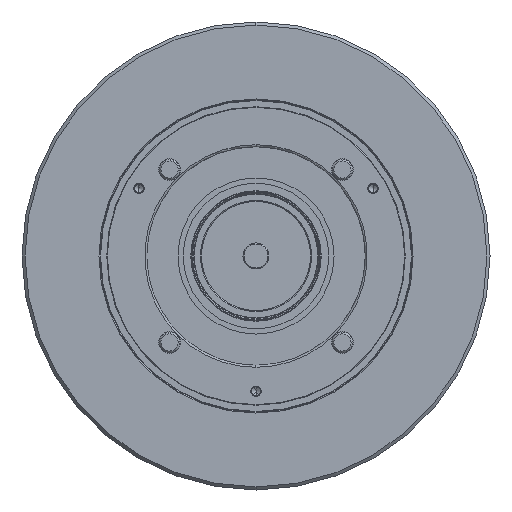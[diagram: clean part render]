
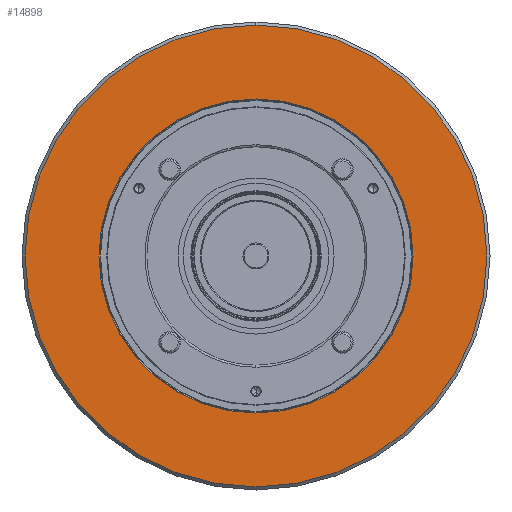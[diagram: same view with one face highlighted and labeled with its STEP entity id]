
A CAD part, left-side view. The second image highlights one B-rep face of the part: STEP entity #14898.
In plain terms, the highlighted planar face has unit normal (-1, 0, 0).
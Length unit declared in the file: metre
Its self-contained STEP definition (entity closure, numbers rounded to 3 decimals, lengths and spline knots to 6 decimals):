
#711 = EDGE_LOOP ( 'NONE', ( #22193, #20222 ) ) ;
#990 = DIRECTION ( 'NONE',  ( 1., 0., 0. ) ) ;
#1730 = AXIS2_PLACEMENT_3D ( 'NONE', #27763, #9290, #30898 ) ;
#2341 = FACE_OUTER_BOUND ( 'NONE', #711, .T. ) ;
#2870 = CARTESIAN_POINT ( 'NONE',  ( -0.133, 0., 0.151 ) ) ;
#3052 = VERTEX_POINT ( 'NONE', #12452 ) ;
#3656 = CIRCLE ( 'NONE', #12204, 0.222 ) ;
#6300 = AXIS2_PLACEMENT_3D ( 'NONE', #31781, #13301, #34924 ) ;
#8085 = AXIS2_PLACEMENT_3D ( 'NONE', #19441, #990, #22527 ) ;
#9150 = ORIENTED_EDGE ( 'NONE', *, *, #15631, .T. ) ;
#9290 = DIRECTION ( 'NONE',  ( 1., 0., 0. ) ) ;
#9728 = CARTESIAN_POINT ( 'NONE',  ( -0.133, 0., 0. ) ) ;
#11958 = DIRECTION ( 'NONE',  ( -1., 0., 0. ) ) ;
#12204 = AXIS2_PLACEMENT_3D ( 'NONE', #9728, #31305, #12818 ) ;
#12452 = CARTESIAN_POINT ( 'NONE',  ( -0.133, 0., -0.222 ) ) ;
#12818 = DIRECTION ( 'NONE',  ( 0., 0., 1. ) ) ;
#13301 = DIRECTION ( 'NONE',  ( -1., 0., 0. ) ) ;
#13824 = EDGE_LOOP ( 'NONE', ( #9150, #38856 ) ) ;
#14898 = ADVANCED_FACE ( 'NONE', ( #26982, #2341 ), #30437, .T. ) ;
#15631 = EDGE_CURVE ( 'NONE', #32302, #16559, #30795, .T. ) ;
#16559 = VERTEX_POINT ( 'NONE', #18033 ) ;
#16588 = AXIS2_PLACEMENT_3D ( 'NONE', #21080, #11958, #33580 ) ;
#16768 = EDGE_CURVE ( 'NONE', #3052, #34618, #29329, .T. ) ;
#18033 = CARTESIAN_POINT ( 'NONE',  ( -0.133, 0., -0.151 ) ) ;
#19441 = CARTESIAN_POINT ( 'NONE',  ( -0.133, 0., 0. ) ) ;
#20222 = ORIENTED_EDGE ( 'NONE', *, *, #31352, .T. ) ;
#21080 = CARTESIAN_POINT ( 'NONE',  ( -0.133, 0.225, 0. ) ) ;
#22193 = ORIENTED_EDGE ( 'NONE', *, *, #16768, .T. ) ;
#22527 = DIRECTION ( 'NONE',  ( 0., 0., 1. ) ) ;
#22700 = CIRCLE ( 'NONE', #1730, 0.151 ) ;
#26982 = FACE_BOUND ( 'NONE', #13824, .T. ) ;
#27395 = EDGE_CURVE ( 'NONE', #16559, #32302, #22700, .T. ) ;
#27763 = CARTESIAN_POINT ( 'NONE',  ( -0.133, 0., 0. ) ) ;
#29329 = CIRCLE ( 'NONE', #6300, 0.222 ) ;
#30437 = PLANE ( 'NONE',  #16588 ) ;
#30795 = CIRCLE ( 'NONE', #8085, 0.151 ) ;
#30898 = DIRECTION ( 'NONE',  ( 0., 0., 1. ) ) ;
#31305 = DIRECTION ( 'NONE',  ( -1., 0., 0. ) ) ;
#31352 = EDGE_CURVE ( 'NONE', #34618, #3052, #3656, .T. ) ;
#31781 = CARTESIAN_POINT ( 'NONE',  ( -0.133, 0., 0. ) ) ;
#32302 = VERTEX_POINT ( 'NONE', #2870 ) ;
#33580 = DIRECTION ( 'NONE',  ( 0., 0., 1. ) ) ;
#34618 = VERTEX_POINT ( 'NONE', #35759 ) ;
#34924 = DIRECTION ( 'NONE',  ( 0., 0., 1. ) ) ;
#35759 = CARTESIAN_POINT ( 'NONE',  ( -0.133, 0., 0.222 ) ) ;
#38856 = ORIENTED_EDGE ( 'NONE', *, *, #27395, .T. ) ;
